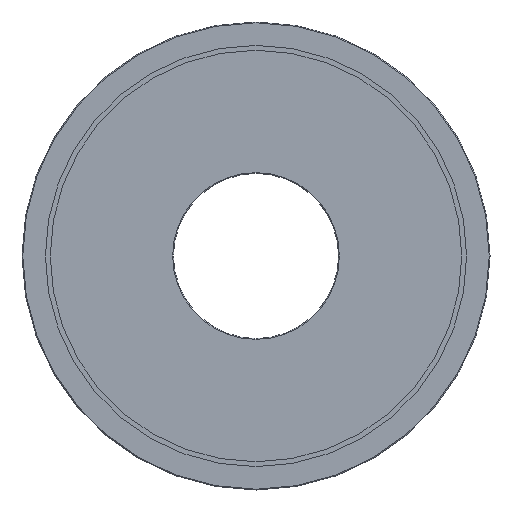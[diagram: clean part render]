
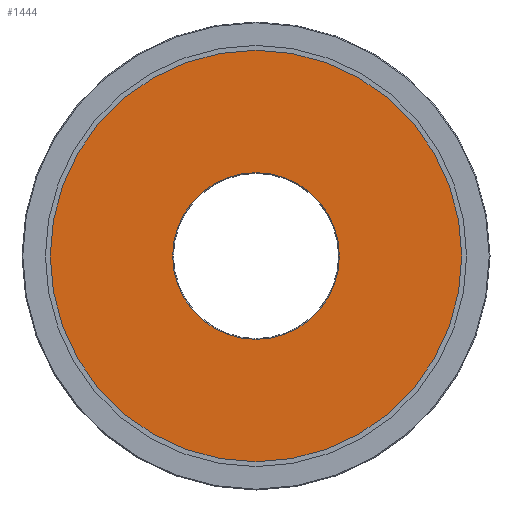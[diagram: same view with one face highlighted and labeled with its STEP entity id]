
A CAD part, front view. The second image highlights one B-rep face of the part: STEP entity #1444.
In plain terms, the highlighted planar face has unit normal (0, -1, 0).
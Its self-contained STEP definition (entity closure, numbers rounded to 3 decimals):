
#41 = DIRECTION ( 'NONE',  ( 0., 0., -1. ) ) ;
#137 = EDGE_CURVE ( 'NONE', #1830, #1756, #1027, .T. ) ;
#187 = AXIS2_PLACEMENT_3D ( 'NONE', #666, #775, #41 ) ;
#191 = EDGE_CURVE ( 'NONE', #1661, #1622, #1509, .T. ) ;
#210 = DIRECTION ( 'NONE',  ( 0., 0., 1. ) ) ;
#367 = DIRECTION ( 'NONE',  ( 0., 1., 0. ) ) ;
#434 = AXIS2_PLACEMENT_3D ( 'NONE', #786, #1387, #640 ) ;
#456 = EDGE_CURVE ( 'NONE', #1622, #1661, #1582, .T. ) ;
#484 = ORIENTED_EDGE ( 'NONE', *, *, #890, .T. ) ;
#498 = FACE_OUTER_BOUND ( 'NONE', #725, .T. ) ;
#566 = CARTESIAN_POINT ( 'NONE',  ( 0., 0., 127.5 ) ) ;
#589 = CARTESIAN_POINT ( 'NONE',  ( 0., 0., 0. ) ) ;
#609 = EDGE_LOOP ( 'NONE', ( #1168, #1880 ) ) ;
#640 = DIRECTION ( 'NONE',  ( 0., 0., 1. ) ) ;
#644 = AXIS2_PLACEMENT_3D ( 'NONE', #1726, #367, #210 ) ;
#666 = CARTESIAN_POINT ( 'NONE',  ( 0., 0., 0. ) ) ;
#725 = EDGE_LOOP ( 'NONE', ( #1550, #484 ) ) ;
#775 = DIRECTION ( 'NONE',  ( 0., -1., 0. ) ) ;
#786 = CARTESIAN_POINT ( 'NONE',  ( 0., 0., 0. ) ) ;
#857 = AXIS2_PLACEMENT_3D ( 'NONE', #589, #1189, #1807 ) ;
#867 = CARTESIAN_POINT ( 'NONE',  ( 0., 0., -51.65 ) ) ;
#890 = EDGE_CURVE ( 'NONE', #1756, #1830, #1751, .T. ) ;
#941 = CARTESIAN_POINT ( 'NONE',  ( 0., 0., 51.65 ) ) ;
#1012 = DIRECTION ( 'NONE',  ( 0., 1., 0. ) ) ;
#1027 = CIRCLE ( 'NONE', #187, 127.5 ) ;
#1168 = ORIENTED_EDGE ( 'NONE', *, *, #456, .T. ) ;
#1189 = DIRECTION ( 'NONE',  ( 0., -1., 0. ) ) ;
#1260 = PLANE ( 'NONE',  #644 ) ;
#1387 = DIRECTION ( 'NONE',  ( 0., 1., 0. ) ) ;
#1444 = ADVANCED_FACE ( 'NONE', ( #1872, #498 ), #1260, .F. ) ;
#1509 = CIRCLE ( 'NONE', #434, 51.65 ) ;
#1550 = ORIENTED_EDGE ( 'NONE', *, *, #137, .T. ) ;
#1582 = CIRCLE ( 'NONE', #1699, 51.65 ) ;
#1592 = CARTESIAN_POINT ( 'NONE',  ( 0., 0., -127.5 ) ) ;
#1619 = DIRECTION ( 'NONE',  ( 0., 0., 1. ) ) ;
#1622 = VERTEX_POINT ( 'NONE', #867 ) ;
#1661 = VERTEX_POINT ( 'NONE', #941 ) ;
#1699 = AXIS2_PLACEMENT_3D ( 'NONE', #1768, #1012, #1619 ) ;
#1726 = CARTESIAN_POINT ( 'NONE',  ( -51.15, 0., 0. ) ) ;
#1751 = CIRCLE ( 'NONE', #857, 127.5 ) ;
#1756 = VERTEX_POINT ( 'NONE', #566 ) ;
#1768 = CARTESIAN_POINT ( 'NONE',  ( 0., 0., 0. ) ) ;
#1807 = DIRECTION ( 'NONE',  ( 0., 0., -1. ) ) ;
#1830 = VERTEX_POINT ( 'NONE', #1592 ) ;
#1872 = FACE_BOUND ( 'NONE', #609, .T. ) ;
#1880 = ORIENTED_EDGE ( 'NONE', *, *, #191, .T. ) ;
